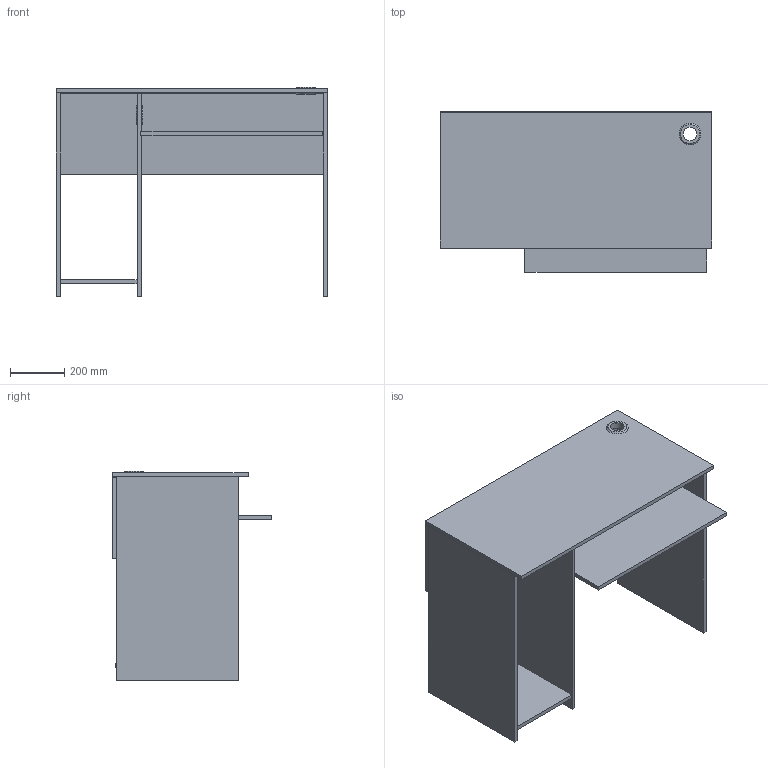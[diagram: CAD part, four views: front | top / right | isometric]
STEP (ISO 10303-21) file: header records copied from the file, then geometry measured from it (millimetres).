
FILE_DESCRIPTION(('FreeCAD Model'),'2;1');
FILE_NAME('Open CASCADE Shape Model','2023-01-28T19:16:47',(''),(''), 'Open CASCADE STEP processor 7.6','FreeCAD','Unknown');
FILE_SCHEMA(('AUTOMOTIVE_DESIGN { 1 0 10303 214 1 1 1 1 }'));
Length unit declared in the file: millimetre
Products named in the file (10): ComputerDesk__100_x_50_x_75_cm_WDH_; TopPannel; LeftPannel; RightPannel; MiddlePnnel; RearPannel; BottomPannel; KeyboardPannel; CableManagementTop; CableManagementMiddle
Assembly tree (9 placements, depth 2):
  ComputerDesk__100_x_50_x_75_cm_WDH_
    TopPannel
    LeftPannel
    RightPannel
    MiddlePnnel
    RearPannel
    BottomPannel
    KeyboardPannel
    CableManagementTop
    CableManagementMiddle
Bounding box: 1000 x 589 x 771.5 mm (x, y, z)
Volume: 33657813.4 mm3; surface area: 4767654.6 mm2
Topology: 9 solids, 9 shells, 60 faces, 114 edges, 76 vertices
Faces by surface type: plane 50, cylinder 6, cone 4
Full cylindrical faces by diameter (mm): 50 x2, 60 x4
Entity records: 3212 total; most frequent: CARTESIAN_POINT 520, DIRECTION 470, LINE 270, VECTOR 270, ORIENTED_EDGE 228, PCURVE 228, DEFINITIONAL_REPRESENTATION 228, EDGE_CURVE 114
